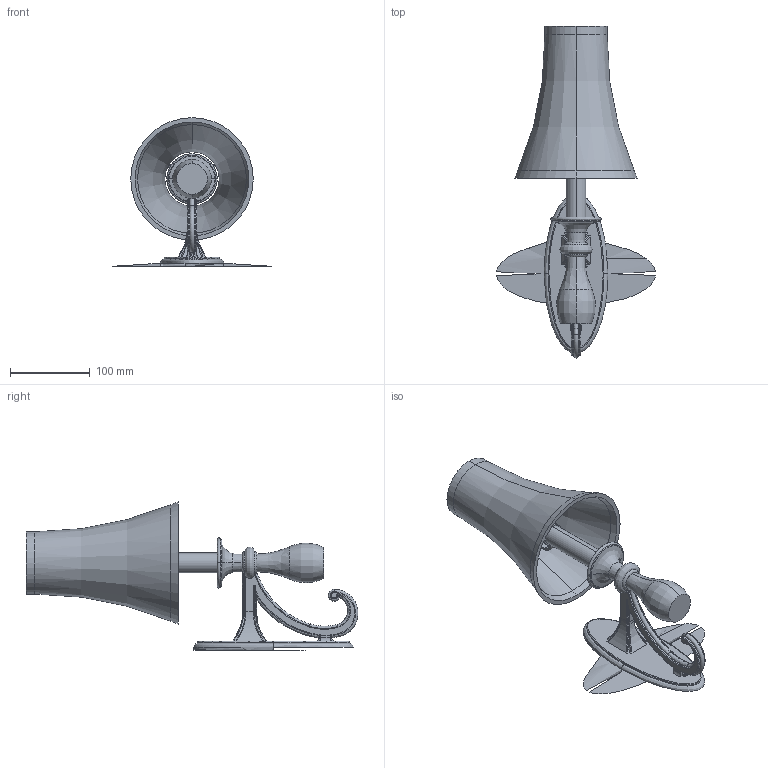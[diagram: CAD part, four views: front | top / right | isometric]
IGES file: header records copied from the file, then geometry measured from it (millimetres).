
Start section:  PTC IGES file: 2781.igs
Global section: file name: 2781.igs; native system: Creo Parametric by PTC Inc.; preprocessor: 2018400; author: jinson.thomas; organization: Unknown; date: 20210611.161640; units: inch
Bounding box: 199.58 x 416.42 x 186.46 mm (x, y, z)
Volume: 541146.4 mm3; surface area: 199391.1 mm2
Topology: 2 solids, 2 shells, 383 faces, 947 edges, 577 vertices
Faces by surface type: revolution 207, bspline 176
